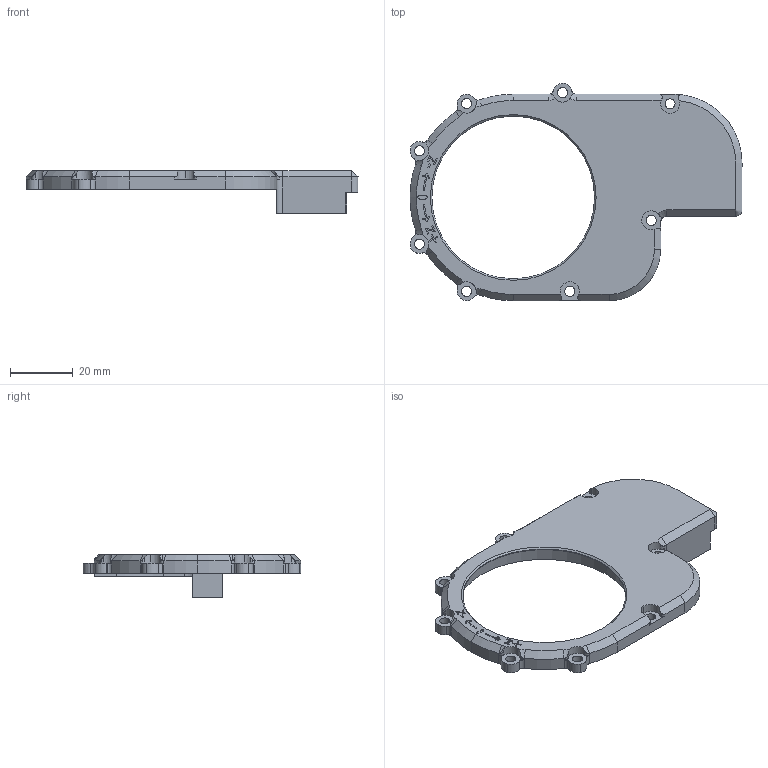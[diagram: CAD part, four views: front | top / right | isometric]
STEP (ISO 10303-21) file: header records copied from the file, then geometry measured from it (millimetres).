
FILE_DESCRIPTION (( 'STEP AP203' ), '1' );
FILE_NAME ('X8 Actuator Top.step_Default_sldprt.STEP', '2022-11-09T04:43:13', ( '' ), ( '' ), 'SwSTEP 2.0', 'SolidWorks 2022', '' );
FILE_SCHEMA (( 'CONFIG_CONTROL_DESIGN' ));
Length unit declared in the file: millimetre
Products named in the file (1): X8 Actuator Top.step_Default_sldprt
Bounding box: 106.14 x 69.5 x 13.7 mm (x, y, z)
Volume: 19655.2 mm3; surface area: 10728.1 mm2
Topology: 1 solids, 2 shells, 241 faces, 659 edges, 429 vertices
Faces by surface type: cylinder 126, plane 89, cone 26
Entity records: 8201 total; most frequent: CARTESIAN_POINT 1845, DIRECTION 1357, ORIENTED_EDGE 1312, EDGE_CURVE 656, AXIS2_PLACEMENT_3D 503, VERTEX_POINT 429, VECTOR 351, LINE 351
